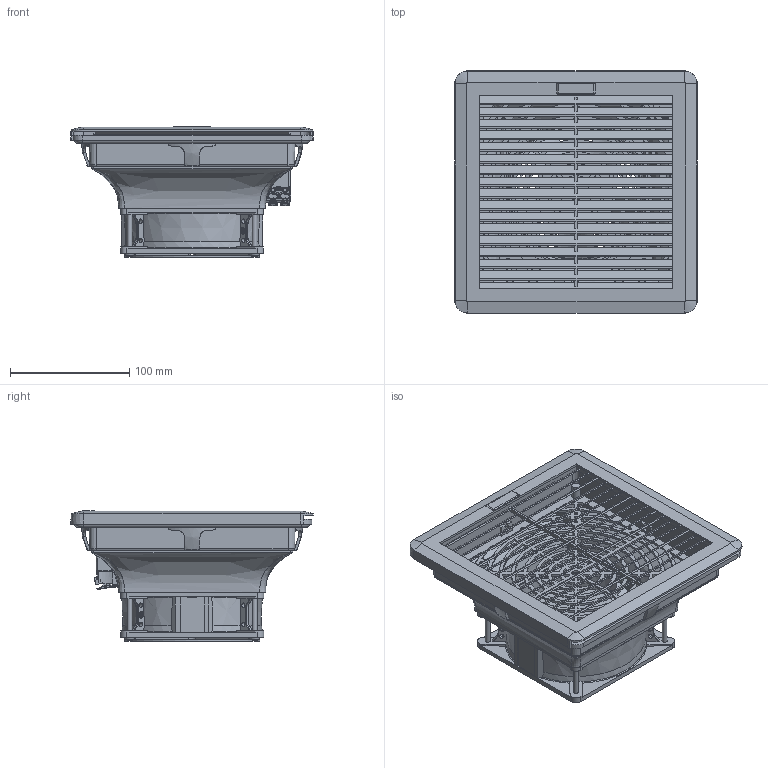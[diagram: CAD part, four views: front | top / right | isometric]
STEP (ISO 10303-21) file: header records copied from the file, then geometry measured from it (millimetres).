
FILE_DESCRIPTION(/* description */ (''),/* implementation_level */ '2;1');
FILE_NAME(/* name */ 'NLV-200X.step',/* time_stamp */ '2022-06-16T11:36:00+03:00',/* author */ (''),/* organization */ (''),/* preprocessor_version */ 'ST-DEVELOPER v19',/* originating_system */ 'Autodesk Translation Framework v11.7.0.108',/* authorisation */ '');
FILE_SCHEMA (('AUTOMOTIVE_DESIGN { 1 0 10303 214 3 1 1 }'));
Products named in the file (11): NLV(300-250-200-150-100)_СБ; NLV_200X_СБ; NLV-200_Корпус; NLV-200_Крышка; NLV-200_Патрубок; ЛОГО; NLV _ защелка; Adels-Contact_21721; 120 fan; Fan_grill_120; AS 1427 - M4 x 50(6) I
Assembly tree (16 placements, depth 3):
  NLV(300-250-200-150-100)_СБ
    NLV_200X_СБ
      NLV-200_Корпус
      NLV-200_Крышка
      NLV-200_Патрубок
      AS 1427 - M4 x 50(6) I  x4
      ЛОГО
      NLV _ защелка  x4
      Adels-Contact_21721
      120 fan
      Fan_grill_120
Bounding box: 203.5 x 203.3 x 109.9 mm (x, y, z)
Volume: 334851.2 mm3; surface area: 405268.7 mm2
Topology: 27 solids, 31 shells, 3181 faces, 8718 edges, 5637 vertices
Faces by surface type: plane 1656, cylinder 786, bspline 395, cone 171, torus 143, sphere 30
Full cylindrical faces by diameter (mm): 1.8 x4, 2.529 x8, 3 x23, 3.086 x7, 3.571 x4, 3.8 x6, 4 x4, 4.2 x4, 4.252 x3, 4.4 x8, 4.8 x2, 5.5 x19, 5.6 x2, 6.2 x4, 7 x5, 60 x1, 60.127 x11, 61.85 x11, 63 x1, 67 x1, 68 x1
Entity records: 145662 total; most frequent: CARTESIAN_POINT 69587, ORIENTED_EDGE 16228, DIRECTION 14650, EDGE_CURVE 8114, VERTEX_POINT 5243, AXIS2_PLACEMENT_3D 4889, LINE 4872, VECTOR 4872
